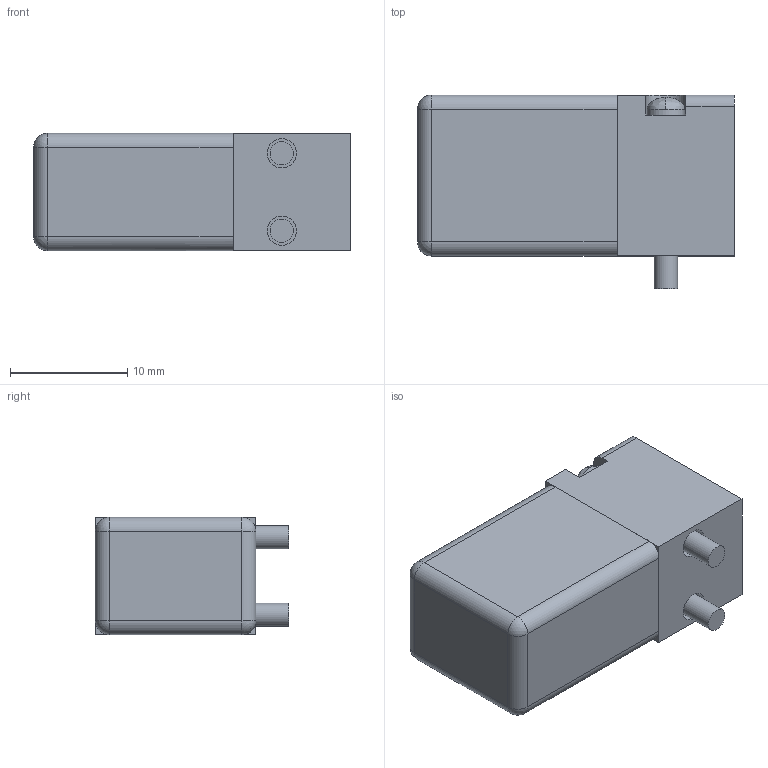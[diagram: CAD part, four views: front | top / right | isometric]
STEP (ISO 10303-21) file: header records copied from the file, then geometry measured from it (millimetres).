
FILE_DESCRIPTION(/* description */ (''),/* implementation_level */ '2;1');
FILE_NAME(/* name */ 'SYJ3120-SMO-M3-F.step_V100_1.ipt.step',/* time_stamp */ '2020-04-16T23:14:02-04:00',/* author */ ('Jordan'),/* organization */ (''),/* preprocessor_version */ 'ST-DEVELOPER v17',/* originating_system */ 'Autodesk Inventor 2019',/* authorisation */ '');
FILE_SCHEMA (('AUTOMOTIVE_DESIGN { 1 0 10303 214 3 1 1 }'));
Length unit declared in the file: millimetre
Products named in the file (1): SYJ3120-SMO-M3-F.step_V100_1
Bounding box: 27 x 16.5 x 10 mm (x, y, z)
Volume: 3621.6 mm3; surface area: 2173 mm2
Topology: 2 solids, 2 shells, 48 faces, 119 edges, 76 vertices
Faces by surface type: plane 22, cylinder 18, bspline 4, sphere 4
Full cylindrical faces by diameter (mm): 2 x2, 2.5 x2, 3.2 x2
Entity records: 1494 total; most frequent: CARTESIAN_POINT 299, DIRECTION 258, ORIENTED_EDGE 228, EDGE_CURVE 114, AXIS2_PLACEMENT_3D 99, VERTEX_POINT 76, LINE 60, VECTOR 60
